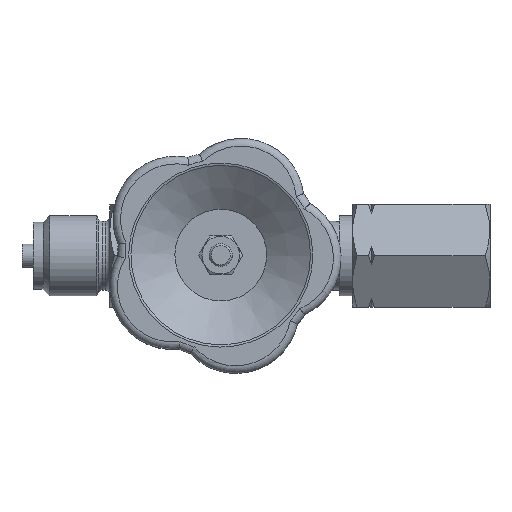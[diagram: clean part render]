
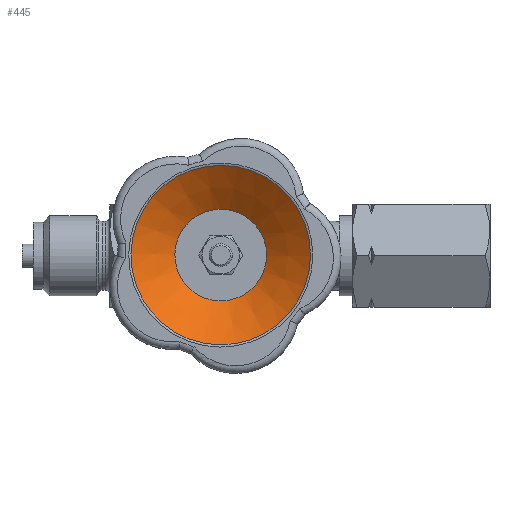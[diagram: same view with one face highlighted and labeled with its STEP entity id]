
A CAD part, top view. The second image highlights one B-rep face of the part: STEP entity #445.
In plain terms, the highlighted conical face has half-angle 54.118 degrees and reference radius 12 mm.
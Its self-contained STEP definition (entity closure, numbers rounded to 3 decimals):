
#445 = ADVANCED_FACE( '', ( #1001, #1002 ), #1003, .F. );
#1001 = FACE_OUTER_BOUND( '', #1686, .T. );
#1002 = FACE_BOUND( '', #1687, .T. );
#1003 = CONICAL_SURFACE( '', #1688, 12., 0.945 );
#1686 = EDGE_LOOP( '', ( #2894 ) );
#1687 = EDGE_LOOP( '', ( #2895 ) );
#1688 = AXIS2_PLACEMENT_3D( '', #2896, #2897, #2898 );
#2894 = ORIENTED_EDGE( '', *, *, #3950, .T. );
#2895 = ORIENTED_EDGE( '', *, *, #3910, .T. );
#2896 = CARTESIAN_POINT( '', ( 0., 0., 92.178 ) );
#2897 = DIRECTION( '', ( 0., 0., 1. ) );
#2898 = DIRECTION( '', ( 0.935, -0.353, 0. ) );
#3910 = EDGE_CURVE( '', #4723, #4723, #4724, .T. );
#3950 = EDGE_CURVE( '', #4774, #4774, #4775, .T. );
#4723 = VERTEX_POINT( '', #6462 );
#4724 = CIRCLE( '', #6463, 12. );
#4774 = VERTEX_POINT( '', #6639 );
#4775 = CIRCLE( '', #6640, 23.488 );
#6462 = CARTESIAN_POINT( '', ( -11.226, 4.241, 92.178 ) );
#6463 = AXIS2_PLACEMENT_3D( '', #7772, #7773, #7774 );
#6639 = CARTESIAN_POINT( '', ( -21.972, 8.301, 100.488 ) );
#6640 = AXIS2_PLACEMENT_3D( '', #7819, #7820, #7821 );
#7772 = CARTESIAN_POINT( '', ( 0., 0., 92.178 ) );
#7773 = DIRECTION( '', ( 0., 0., -1. ) );
#7774 = DIRECTION( '', ( -0.935, 0.353, 0. ) );
#7819 = CARTESIAN_POINT( '', ( 0., 0., 100.488 ) );
#7820 = DIRECTION( '', ( 0., 0., 1. ) );
#7821 = DIRECTION( '', ( -0.935, 0.353, 0. ) );
